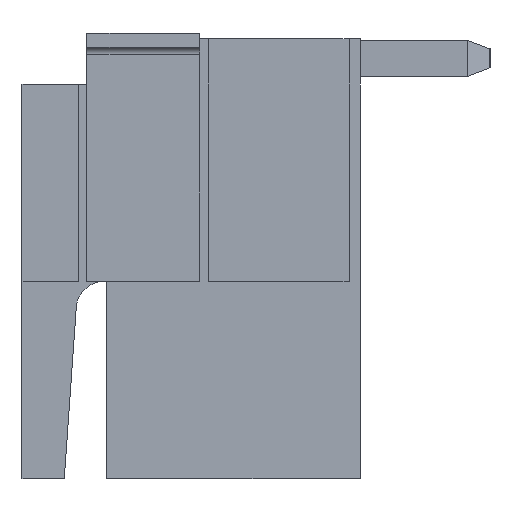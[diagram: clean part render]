
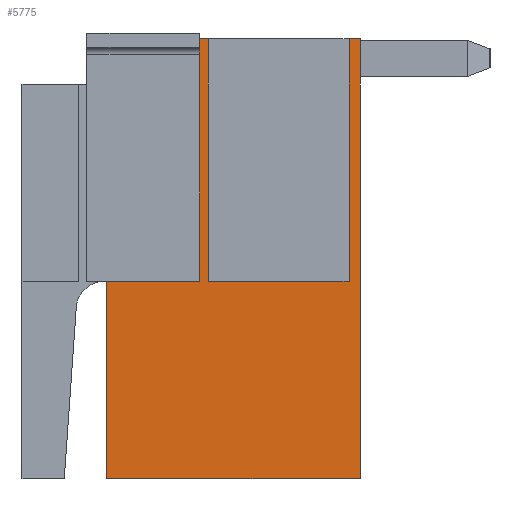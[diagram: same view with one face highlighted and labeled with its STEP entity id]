
A CAD part, left-side view. The second image highlights one B-rep face of the part: STEP entity #5775.
In plain terms, the highlighted planar face has unit normal (-1, 0, 0).
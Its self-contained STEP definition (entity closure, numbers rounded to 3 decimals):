
#93 = CARTESIAN_POINT ( 'NONE',  ( -20., -0.4, -0.4 ) ) ;
#186 = DIRECTION ( 'NONE',  ( 0., 0., 1. ) ) ;
#301 = CARTESIAN_POINT ( 'NONE',  ( -20., -0.25, 3.875 ) ) ;
#471 = DIRECTION ( 'NONE',  ( 0., 0., -1. ) ) ;
#779 = CARTESIAN_POINT ( 'NONE',  ( -20., 1.15, 3.9 ) ) ;
#945 = EDGE_CURVE ( 'NONE', #3834, #13183, #5378, .T. ) ;
#1149 = VECTOR ( 'NONE', #4497, 1000. ) ;
#1552 = PLANE ( 'NONE',  #10280 ) ;
#1688 = VERTEX_POINT ( 'NONE', #3125 ) ;
#1773 = CARTESIAN_POINT ( 'NONE',  ( -20., 1.75, -0.4 ) ) ;
#1948 = DIRECTION ( 'NONE',  ( 0., -1., 0. ) ) ;
#2008 = VERTEX_POINT ( 'NONE', #11033 ) ;
#2137 = VERTEX_POINT ( 'NONE', #4066 ) ;
#2186 = VECTOR ( 'NONE', #9345, 1000. ) ;
#2265 = VECTOR ( 'NONE', #471, 1000. ) ;
#2612 = ORIENTED_EDGE ( 'NONE', *, *, #13512, .F. ) ;
#2618 = VERTEX_POINT ( 'NONE', #93 ) ;
#2863 = DIRECTION ( 'NONE',  ( 0., 1., 0. ) ) ;
#2955 = DIRECTION ( 'NONE',  ( 0., -1., 0. ) ) ;
#3125 = CARTESIAN_POINT ( 'NONE',  ( -20., 1.15, 3.9 ) ) ;
#3318 = VERTEX_POINT ( 'NONE', #7206 ) ;
#3426 = VECTOR ( 'NONE', #8116, 1000. ) ;
#3463 = ORIENTED_EDGE ( 'NONE', *, *, #945, .F. ) ;
#3558 = FACE_OUTER_BOUND ( 'NONE', #6036, .T. ) ;
#3832 = CARTESIAN_POINT ( 'NONE',  ( -20., -2.9, -0.4 ) ) ;
#3834 = VERTEX_POINT ( 'NONE', #10999 ) ;
#3884 = CARTESIAN_POINT ( 'NONE',  ( -20., 1.15, 3.9 ) ) ;
#3940 = DIRECTION ( 'NONE',  ( 0., 0., 1. ) ) ;
#4006 = EDGE_CURVE ( 'NONE', #13034, #13183, #5859, .T. ) ;
#4066 = CARTESIAN_POINT ( 'NONE',  ( -20., 1.4, -0.4 ) ) ;
#4344 = CARTESIAN_POINT ( 'NONE',  ( -20., -0.25, -0.4 ) ) ;
#4497 = DIRECTION ( 'NONE',  ( 0., -0.53, 0.848 ) ) ;
#4508 = CARTESIAN_POINT ( 'NONE',  ( -20., -3.1, -5.067 ) ) ;
#4566 = LINE ( 'NONE', #12971, #1149 ) ;
#4917 = VECTOR ( 'NONE', #2863, 1000. ) ;
#5145 = ORIENTED_EDGE ( 'NONE', *, *, #7987, .F. ) ;
#5378 = LINE ( 'NONE', #4344, #2186 ) ;
#5480 = DIRECTION ( 'NONE',  ( 0., 0., 1. ) ) ;
#5775 = ADVANCED_FACE ( 'NONE', ( #3558 ), #1552, .F. ) ;
#5859 = LINE ( 'NONE', #6764, #11083 ) ;
#5891 = VECTOR ( 'NONE', #1948, 1000. ) ;
#6036 = EDGE_LOOP ( 'NONE', ( #3463, #7442, #12922, #12338, #11445, #5145, #6995, #9209, #9760, #2612, #8733, #6982 ) ) ;
#6486 = CARTESIAN_POINT ( 'NONE',  ( -20., -2.9, -3.195 ) ) ;
#6518 = CARTESIAN_POINT ( 'NONE',  ( -20., -2.9, -0.4 ) ) ;
#6764 = CARTESIAN_POINT ( 'NONE',  ( -20., 1.75, 3.875 ) ) ;
#6982 = ORIENTED_EDGE ( 'NONE', *, *, #4006, .T. ) ;
#6995 = ORIENTED_EDGE ( 'NONE', *, *, #9003, .F. ) ;
#7005 = CARTESIAN_POINT ( 'NONE',  ( -20., -0.4, 3.9 ) ) ;
#7170 = VECTOR ( 'NONE', #5480, 1000. ) ;
#7206 = CARTESIAN_POINT ( 'NONE',  ( -20., -3.1, 3.9 ) ) ;
#7442 = ORIENTED_EDGE ( 'NONE', *, *, #12485, .F. ) ;
#7730 = EDGE_CURVE ( 'NONE', #8279, #3318, #10693, .T. ) ;
#7787 = CARTESIAN_POINT ( 'NONE',  ( -20., 0., 0. ) ) ;
#7987 = EDGE_CURVE ( 'NONE', #2008, #3318, #9150, .T. ) ;
#8116 = DIRECTION ( 'NONE',  ( 0., -1., 0. ) ) ;
#8144 = VERTEX_POINT ( 'NONE', #6518 ) ;
#8279 = VERTEX_POINT ( 'NONE', #13256 ) ;
#8733 = ORIENTED_EDGE ( 'NONE', *, *, #9772, .F. ) ;
#8750 = VECTOR ( 'NONE', #3940, 1000. ) ;
#8910 = EDGE_CURVE ( 'NONE', #2618, #9462, #12612, .T. ) ;
#9003 = EDGE_CURVE ( 'NONE', #8144, #2008, #10865, .T. ) ;
#9150 = LINE ( 'NONE', #3884, #3426 ) ;
#9209 = ORIENTED_EDGE ( 'NONE', *, *, #10876, .T. ) ;
#9345 = DIRECTION ( 'NONE',  ( 0., 0., 1. ) ) ;
#9421 = VECTOR ( 'NONE', #186, 1000. ) ;
#9459 = LINE ( 'NONE', #3832, #4917 ) ;
#9462 = VERTEX_POINT ( 'NONE', #7005 ) ;
#9628 = LINE ( 'NONE', #11780, #10932 ) ;
#9760 = ORIENTED_EDGE ( 'NONE', *, *, #8910, .T. ) ;
#9772 = EDGE_CURVE ( 'NONE', #13034, #1688, #4566, .T. ) ;
#9951 = EDGE_CURVE ( 'NONE', #2137, #11190, #13309, .T. ) ;
#10095 = CARTESIAN_POINT ( 'NONE',  ( -20., 1.166, 3.875 ) ) ;
#10280 = AXIS2_PLACEMENT_3D ( 'NONE', #7787, #13213, #12030 ) ;
#10299 = VECTOR ( 'NONE', #2955, 1000. ) ;
#10693 = LINE ( 'NONE', #4508, #7170 ) ;
#10740 = DIRECTION ( 'NONE',  ( 0., 1., 0. ) ) ;
#10865 = LINE ( 'NONE', #6486, #9421 ) ;
#10876 = EDGE_CURVE ( 'NONE', #8144, #2618, #9459, .T. ) ;
#10932 = VECTOR ( 'NONE', #10740, 1000. ) ;
#10999 = CARTESIAN_POINT ( 'NONE',  ( -20., -0.25, -0.4 ) ) ;
#11033 = CARTESIAN_POINT ( 'NONE',  ( -20., -2.9, 3.9 ) ) ;
#11083 = VECTOR ( 'NONE', #11149, 1000. ) ;
#11149 = DIRECTION ( 'NONE',  ( 0., -1., 0. ) ) ;
#11190 = VERTEX_POINT ( 'NONE', #12086 ) ;
#11445 = ORIENTED_EDGE ( 'NONE', *, *, #7730, .T. ) ;
#11557 = EDGE_CURVE ( 'NONE', #8279, #11190, #9628, .T. ) ;
#11780 = CARTESIAN_POINT ( 'NONE',  ( -20., -2.9, -3.9 ) ) ;
#12030 = DIRECTION ( 'NONE',  ( 0., 0., -1. ) ) ;
#12063 = CARTESIAN_POINT ( 'NONE',  ( -20., 1.4, -3.9 ) ) ;
#12086 = CARTESIAN_POINT ( 'NONE',  ( -20., 1.4, -3.9 ) ) ;
#12199 = LINE ( 'NONE', #1773, #10299 ) ;
#12338 = ORIENTED_EDGE ( 'NONE', *, *, #11557, .F. ) ;
#12485 = EDGE_CURVE ( 'NONE', #2137, #3834, #12199, .T. ) ;
#12612 = LINE ( 'NONE', #13654, #8750 ) ;
#12922 = ORIENTED_EDGE ( 'NONE', *, *, #9951, .T. ) ;
#12971 = CARTESIAN_POINT ( 'NONE',  ( -20., 1.65, 3.1 ) ) ;
#13034 = VERTEX_POINT ( 'NONE', #10095 ) ;
#13183 = VERTEX_POINT ( 'NONE', #301 ) ;
#13213 = DIRECTION ( 'NONE',  ( 1., 0., 0. ) ) ;
#13256 = CARTESIAN_POINT ( 'NONE',  ( -20., -3.1, -3.9 ) ) ;
#13309 = LINE ( 'NONE', #12063, #2265 ) ;
#13512 = EDGE_CURVE ( 'NONE', #1688, #9462, #13687, .T. ) ;
#13654 = CARTESIAN_POINT ( 'NONE',  ( -20., -0.4, -3.195 ) ) ;
#13687 = LINE ( 'NONE', #779, #5891 ) ;
